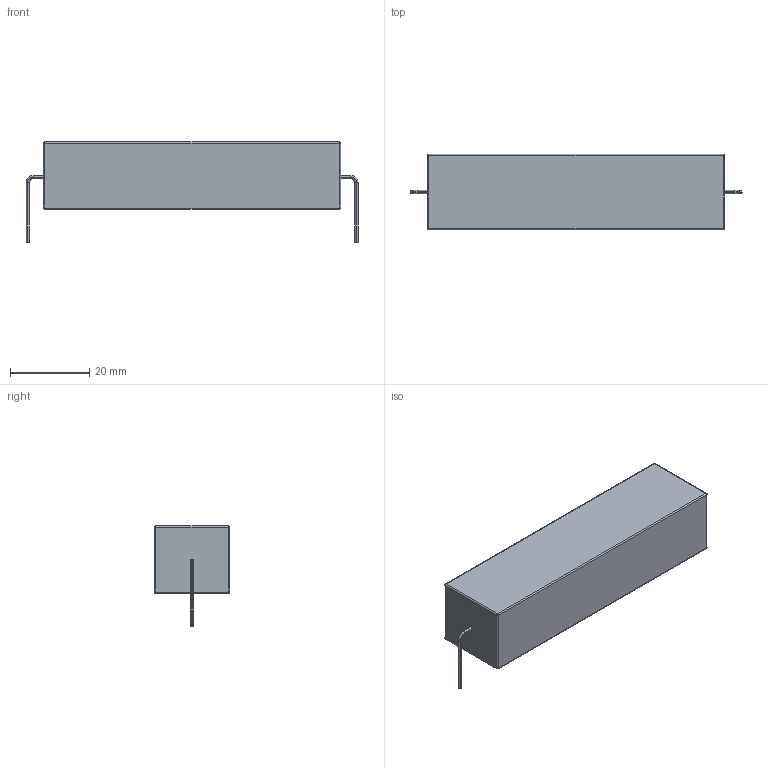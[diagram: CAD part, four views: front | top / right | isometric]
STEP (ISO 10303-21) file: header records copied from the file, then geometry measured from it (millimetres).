
FILE_DESCRIPTION(('FreeCAD Model'),'2;1');
FILE_NAME('30W.step', '2021-07-18T10:35:08',('Author'),(''), 'Open CASCADE STEP processor 7.3','FreeCAD','Unknown');
FILE_SCHEMA(('AUTOMOTIVE_DESIGN { 1 0 10303 214 1 1 1 1 }'));
Length unit declared in the file: millimetre
Products named in the file (1): 30W
Bounding box: 83.8 x 19 x 25.3 mm (x, y, z)
Volume: 24236.4 mm3; surface area: 6088.3 mm2
Topology: 1 solids, 1 shells, 76 faces, 168 edges, 88 vertices
Faces by surface type: cylinder 32, plane 28, sphere 8, torus 8
Entity records: 4857 total; most frequent: CARTESIAN_POINT 933, DIRECTION 688, LINE 374, VECTOR 374, ORIENTED_EDGE 320, PCURVE 320, DEFINITIONAL_REPRESENTATION 320, EDGE_CURVE 160
